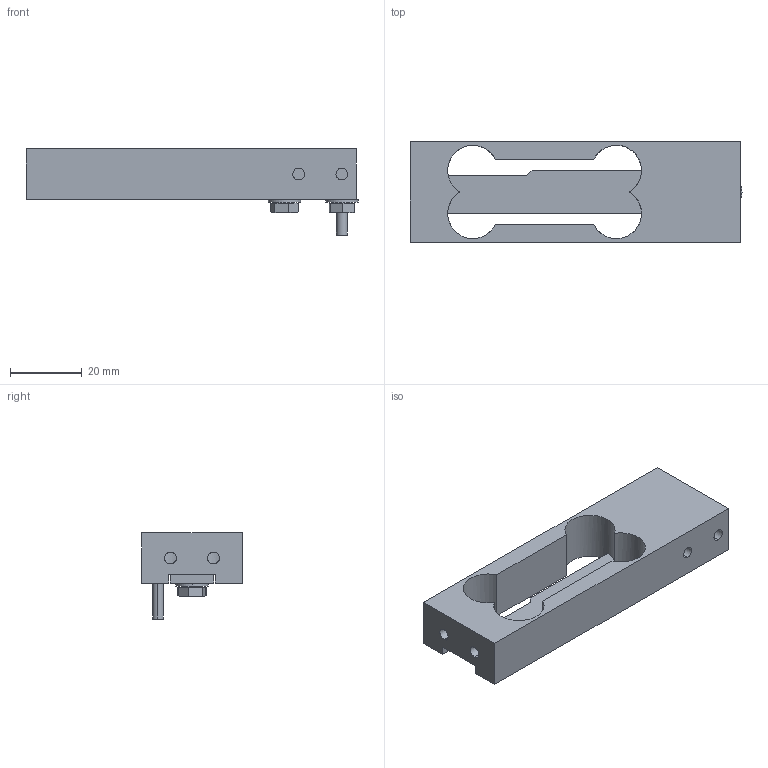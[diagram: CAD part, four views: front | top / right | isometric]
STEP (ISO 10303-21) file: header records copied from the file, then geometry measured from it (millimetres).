
FILE_DESCRIPTION (( 'STEP AP203' ), '1' );
FILE_NAME ('108AA-(3-5)kg.STEP', '2017-02-09T01:44:20', ( 'John' ), ( '' ), 'SwSTEP 2.0', 'SolidWorks 2015', '' );
FILE_SCHEMA (( 'CONFIG_CONTROL_DESIGN' ));
Length unit declared in the file: millimetre
Products named in the file (1): 108AA-(3-5)kg
Bounding box: 92.5 x 28 x 24 mm (x, y, z)
Surface area: 11939.2 mm2 (no closed solid volume)
Topology: 0 solids, 8 shells, 79 faces, 218 edges, 146 vertices
Faces by surface type: plane 43, cylinder 20, cone 16
Entity records: 2734 total; most frequent: CARTESIAN_POINT 628, DIRECTION 428, ORIENTED_EDGE 392, EDGE_CURVE 218, AXIS2_PLACEMENT_3D 158, VERTEX_POINT 146, LINE 112, VECTOR 112
